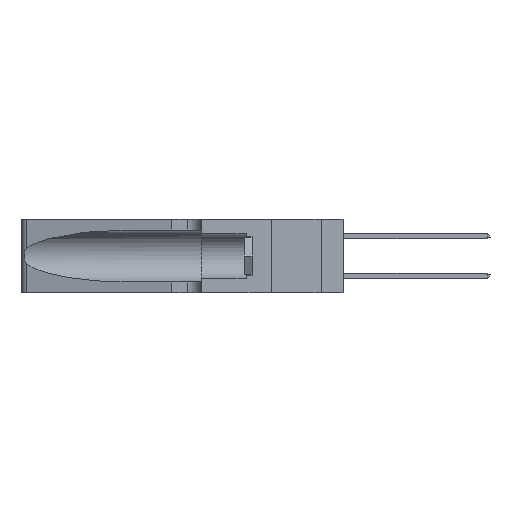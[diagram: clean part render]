
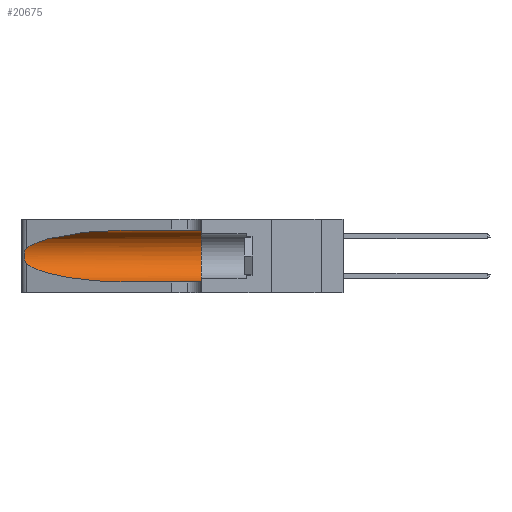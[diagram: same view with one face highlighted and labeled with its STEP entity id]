
A CAD part, left-side view. The second image highlights one B-rep face of the part: STEP entity #20675.
In plain terms, the highlighted cylindrical face has radius 3.308 mm (diameter 6.617 mm), a partial arc.
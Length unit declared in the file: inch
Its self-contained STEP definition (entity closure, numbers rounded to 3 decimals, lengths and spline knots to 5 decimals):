
#56 = EDGE_CURVE ( 'NONE', #20651, #22251, #12642, .T. ) ;
#139 = VERTEX_POINT ( 'NONE', #19472 ) ;
#636 = VERTEX_POINT ( 'NONE', #24107 ) ;
#762 = LINE ( 'NONE', #9299, #1413 ) ;
#966 = CARTESIAN_POINT ( 'NONE',  ( 0.25856, 1.23593, 0.16098 ) ) ;
#1154 =( BOUNDED_CURVE ( )  B_SPLINE_CURVE ( 3, ( #4329, #6285, #23705, #12283 ),
 .UNSPECIFIED., .F., .T. ) 
 B_SPLINE_CURVE_WITH_KNOTS ( ( 4, 4 ),
 ( 3.44316, 4.71239 ),
 .UNSPECIFIED. ) 
 CURVE ( )  GEOMETRIC_REPRESENTATION_ITEM ( )  RATIONAL_B_SPLINE_CURVE ( ( 1., 0.87, 0.87, 1. ) ) 
 REPRESENTATION_ITEM ( '' )  );
#1413 = VECTOR ( 'NONE', #11293, 39.37008 ) ;
#1564 = AXIS2_PLACEMENT_3D ( 'NONE', #5127, #4990, #6676 ) ;
#2315 = DIRECTION ( 'NONE',  ( 0., -1., 0. ) ) ;
#2407 = CARTESIAN_POINT ( 'NONE',  ( 0.1305, 0.35, 0.31525 ) ) ;
#2837 = CARTESIAN_POINT ( 'NONE',  ( 0.1305, 0.72297, 0.31525 ) ) ;
#3031 = CARTESIAN_POINT ( 'NONE',  ( 0.25639, 1.23186, 0.15144 ) ) ;
#3368 = VERTEX_POINT ( 'NONE', #19038 ) ;
#4314 = CARTESIAN_POINT ( 'NONE',  ( 0.1305, 0.72297, 0.31525 ) ) ;
#4329 = CARTESIAN_POINT ( 'NONE',  ( 0.25487, 1.22718, 0.14631 ) ) ;
#4733 = EDGE_CURVE ( 'NONE', #139, #22251, #762, .T. ) ;
#4854 = CARTESIAN_POINT ( 'NONE',  ( 0.18966, 0.96281, 0.31525 ) ) ;
#4949 = CARTESIAN_POINT ( 'NONE',  ( 0.25487, 1.22718, 0.22369 ) ) ;
#4990 = DIRECTION ( 'NONE',  ( 0., 1., 0. ) ) ;
#5036 = CARTESIAN_POINT ( 'NONE',  ( 0.25487, 1.22718, 0.14631 ) ) ;
#5127 = CARTESIAN_POINT ( 'NONE',  ( 0.1305, 0.35, 0.185 ) ) ;
#5658 = ORIENTED_EDGE ( 'NONE', *, *, #4733, .T. ) ;
#5780 = EDGE_LOOP ( 'NONE', ( #15573, #19510, #12593, #5658, #10949, #9351 ) ) ;
#5824 = B_SPLINE_CURVE_WITH_KNOTS ( 'NONE', 3,
 ( #4949, #16666, #6926, #20478, #8963, #22367, #10953, #24320, #12897, #966, #14824, #3031, #16752, #5036 ),
 .UNSPECIFIED., .F., .F.,
 ( 4, 2, 2, 2, 2, 2, 4 ),
 ( 0., 0.00027, 0.00053, 0.00107, 0.0016, 0.00187, 0.00214 ),
 .UNSPECIFIED. ) ;
#6285 = CARTESIAN_POINT ( 'NONE',  ( 0.2373, 1.15595, 0.08982 ) ) ;
#6425 = DIRECTION ( 'NONE',  ( 0., -1., 0. ) ) ;
#6676 = DIRECTION ( 'NONE',  ( 0., 0., 1. ) ) ;
#6823 = CARTESIAN_POINT ( 'NONE',  ( 0.2373, 1.15595, 0.28018 ) ) ;
#6926 = CARTESIAN_POINT ( 'NONE',  ( 0.25639, 1.23184, 0.21858 ) ) ;
#8341 = CARTESIAN_POINT ( 'NONE',  ( 0.1305, 1.61858, 0.185 ) ) ;
#8963 = CARTESIAN_POINT ( 'NONE',  ( 0.25854, 1.2359, 0.20912 ) ) ;
#9299 = CARTESIAN_POINT ( 'NONE',  ( 0.1305, 1.61858, 0.05475 ) ) ;
#9351 = ORIENTED_EDGE ( 'NONE', *, *, #24873, .F. ) ;
#10949 = ORIENTED_EDGE ( 'NONE', *, *, #56, .F. ) ;
#10953 = CARTESIAN_POINT ( 'NONE',  ( 0.26075, 1.23896, 0.19203 ) ) ;
#11293 = DIRECTION ( 'NONE',  ( 0., -1., 0. ) ) ;
#11792 = AXIS2_PLACEMENT_3D ( 'NONE', #8341, #2315, #17998 ) ;
#12283 = CARTESIAN_POINT ( 'NONE',  ( 0.1305, 0.72297, 0.05475 ) ) ;
#12593 = ORIENTED_EDGE ( 'NONE', *, *, #19398, .T. ) ;
#12642 = CIRCLE ( 'NONE', #1564, 0.13025 ) ;
#12897 = CARTESIAN_POINT ( 'NONE',  ( 0.26017, 1.23833, 0.17102 ) ) ;
#13047 = VECTOR ( 'NONE', #6425, 39.37008 ) ;
#14824 = CARTESIAN_POINT ( 'NONE',  ( 0.25789, 1.23486, 0.15765 ) ) ;
#14841 = CARTESIAN_POINT ( 'NONE',  ( 0.1305, 0.35, 0.05475 ) ) ;
#14948 =( BOUNDED_CURVE ( )  B_SPLINE_CURVE ( 3, ( #2837, #4854, #6823, #20382 ),
 .UNSPECIFIED., .F., .F. ) 
 B_SPLINE_CURVE_WITH_KNOTS ( ( 4, 4 ),
 ( 1.5708, 2.84003 ),
 .UNSPECIFIED. ) 
 CURVE ( )  GEOMETRIC_REPRESENTATION_ITEM ( )  RATIONAL_B_SPLINE_CURVE ( ( 1., 0.87, 0.87, 1. ) ) 
 REPRESENTATION_ITEM ( '' )  );
#15573 = ORIENTED_EDGE ( 'NONE', *, *, #15665, .T. ) ;
#15665 = EDGE_CURVE ( 'NONE', #16181, #636, #14948, .T. ) ;
#15934 = FACE_OUTER_BOUND ( 'NONE', #5780, .T. ) ;
#16181 = VERTEX_POINT ( 'NONE', #4314 ) ;
#16666 = CARTESIAN_POINT ( 'NONE',  ( 0.25555, 1.22994, 0.2215 ) ) ;
#16752 = CARTESIAN_POINT ( 'NONE',  ( 0.25555, 1.22993, 0.14849 ) ) ;
#17998 = DIRECTION ( 'NONE',  ( 0., 0., -1. ) ) ;
#18724 = LINE ( 'NONE', #21886, #13047 ) ;
#18939 = EDGE_CURVE ( 'NONE', #636, #3368, #5824, .T. ) ;
#19038 = CARTESIAN_POINT ( 'NONE',  ( 0.25487, 1.22718, 0.14631 ) ) ;
#19398 = EDGE_CURVE ( 'NONE', #3368, #139, #1154, .T. ) ;
#19472 = CARTESIAN_POINT ( 'NONE',  ( 0.1305, 0.72297, 0.05475 ) ) ;
#19510 = ORIENTED_EDGE ( 'NONE', *, *, #18939, .T. ) ;
#20382 = CARTESIAN_POINT ( 'NONE',  ( 0.25487, 1.22718, 0.22369 ) ) ;
#20404 = CYLINDRICAL_SURFACE ( 'NONE', #11792, 0.13025 ) ;
#20478 = CARTESIAN_POINT ( 'NONE',  ( 0.25787, 1.23484, 0.2124 ) ) ;
#20651 = VERTEX_POINT ( 'NONE', #2407 ) ;
#20675 = ADVANCED_FACE ( 'NONE', ( #15934 ), #20404, .F. ) ;
#21886 = CARTESIAN_POINT ( 'NONE',  ( 0.1305, 1.61858, 0.31525 ) ) ;
#22251 = VERTEX_POINT ( 'NONE', #14841 ) ;
#22367 = CARTESIAN_POINT ( 'NONE',  ( 0.26018, 1.23835, 0.19895 ) ) ;
#23705 = CARTESIAN_POINT ( 'NONE',  ( 0.18966, 0.96281, 0.05475 ) ) ;
#24107 = CARTESIAN_POINT ( 'NONE',  ( 0.25487, 1.22718, 0.22369 ) ) ;
#24320 = CARTESIAN_POINT ( 'NONE',  ( 0.26075, 1.23896, 0.178 ) ) ;
#24873 = EDGE_CURVE ( 'NONE', #16181, #20651, #18724, .T. ) ;
